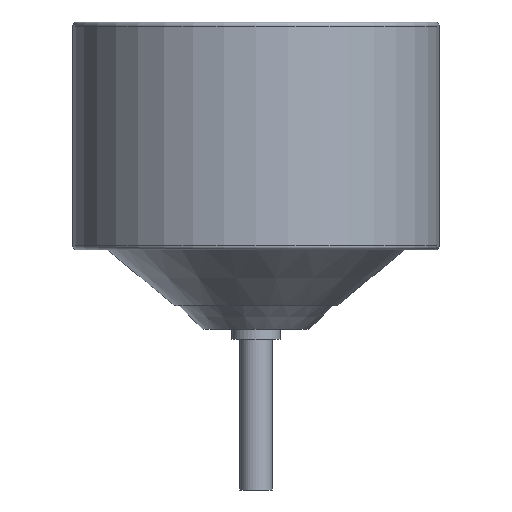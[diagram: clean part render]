
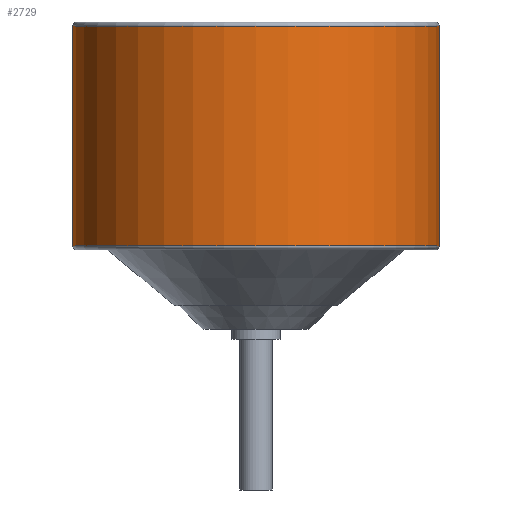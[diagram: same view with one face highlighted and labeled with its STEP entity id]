
A CAD part, front view. The second image highlights one B-rep face of the part: STEP entity #2729.
In plain terms, the highlighted cylindrical face has radius 45 mm (diameter 90 mm), a full revolution.
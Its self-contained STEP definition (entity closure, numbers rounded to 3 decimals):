
#2662 = TOROIDAL_SURFACE('',#2663,44.,1.);
#2663 = AXIS2_PLACEMENT_3D('',#2664,#2665,#2666);
#2664 = CARTESIAN_POINT('',(0.,0.,20.5));
#2665 = DIRECTION('',(0.,0.,1.));
#2666 = DIRECTION('',(1.,0.,0.));
#2679 = VERTEX_POINT('',#2680);
#2680 = CARTESIAN_POINT('',(45.,0.,20.5));
#2702 = EDGE_CURVE('',#2679,#2679,#2703,.T.);
#2703 = SURFACE_CURVE('',#2704,(#2709,#2716),.PCURVE_S1.);
#2704 = CIRCLE('',#2705,45.);
#2705 = AXIS2_PLACEMENT_3D('',#2706,#2707,#2708);
#2706 = CARTESIAN_POINT('',(0.,0.,20.5));
#2707 = DIRECTION('',(0.,0.,-1.));
#2708 = DIRECTION('',(1.,0.,0.));
#2709 = PCURVE('',#2662,#2710);
#2710 = DEFINITIONAL_REPRESENTATION('',(#2711),#2715);
#2711 = LINE('',#2712,#2713);
#2712 = CARTESIAN_POINT('',(-0.,6.283));
#2713 = VECTOR('',#2714,1.);
#2714 = DIRECTION('',(-1.,0.));
#2715 = ( GEOMETRIC_REPRESENTATION_CONTEXT(2) 
PARAMETRIC_REPRESENTATION_CONTEXT() REPRESENTATION_CONTEXT('2D SPACE',''
  ) );
#2716 = PCURVE('',#2717,#2722);
#2717 = CYLINDRICAL_SURFACE('',#2718,45.);
#2718 = AXIS2_PLACEMENT_3D('',#2719,#2720,#2721);
#2719 = CARTESIAN_POINT('',(0.,0.,20.5));
#2720 = DIRECTION('',(0.,0.,1.));
#2721 = DIRECTION('',(1.,0.,0.));
#2722 = DEFINITIONAL_REPRESENTATION('',(#2723),#2727);
#2723 = LINE('',#2724,#2725);
#2724 = CARTESIAN_POINT('',(-0.,0.));
#2725 = VECTOR('',#2726,1.);
#2726 = DIRECTION('',(-1.,0.));
#2727 = ( GEOMETRIC_REPRESENTATION_CONTEXT(2) 
PARAMETRIC_REPRESENTATION_CONTEXT() REPRESENTATION_CONTEXT('2D SPACE',''
  ) );
#2729 = ADVANCED_FACE('',(#2730),#2717,.T.);
#2730 = FACE_BOUND('',#2731,.F.);
#2731 = EDGE_LOOP('',(#2732,#2733,#2756,#2783));
#2732 = ORIENTED_EDGE('',*,*,#2702,.T.);
#2733 = ORIENTED_EDGE('',*,*,#2734,.T.);
#2734 = EDGE_CURVE('',#2679,#2735,#2737,.T.);
#2735 = VERTEX_POINT('',#2736);
#2736 = CARTESIAN_POINT('',(45.,0.,74.5));
#2737 = SEAM_CURVE('',#2738,(#2742,#2749),.PCURVE_S1.);
#2738 = LINE('',#2739,#2740);
#2739 = CARTESIAN_POINT('',(45.,0.,20.5));
#2740 = VECTOR('',#2741,1.);
#2741 = DIRECTION('',(0.,0.,1.));
#2742 = PCURVE('',#2717,#2743);
#2743 = DEFINITIONAL_REPRESENTATION('',(#2744),#2748);
#2744 = LINE('',#2745,#2746);
#2745 = CARTESIAN_POINT('',(-0.,0.));
#2746 = VECTOR('',#2747,1.);
#2747 = DIRECTION('',(-0.,1.));
#2748 = ( GEOMETRIC_REPRESENTATION_CONTEXT(2) 
PARAMETRIC_REPRESENTATION_CONTEXT() REPRESENTATION_CONTEXT('2D SPACE',''
  ) );
#2749 = PCURVE('',#2717,#2750);
#2750 = DEFINITIONAL_REPRESENTATION('',(#2751),#2755);
#2751 = LINE('',#2752,#2753);
#2752 = CARTESIAN_POINT('',(-6.283,0.));
#2753 = VECTOR('',#2754,1.);
#2754 = DIRECTION('',(-0.,1.));
#2755 = ( GEOMETRIC_REPRESENTATION_CONTEXT(2) 
PARAMETRIC_REPRESENTATION_CONTEXT() REPRESENTATION_CONTEXT('2D SPACE',''
  ) );
#2756 = ORIENTED_EDGE('',*,*,#2757,.F.);
#2757 = EDGE_CURVE('',#2735,#2735,#2758,.T.);
#2758 = SURFACE_CURVE('',#2759,(#2764,#2771),.PCURVE_S1.);
#2759 = CIRCLE('',#2760,45.);
#2760 = AXIS2_PLACEMENT_3D('',#2761,#2762,#2763);
#2761 = CARTESIAN_POINT('',(0.,0.,74.5));
#2762 = DIRECTION('',(0.,0.,-1.));
#2763 = DIRECTION('',(1.,0.,0.));
#2764 = PCURVE('',#2717,#2765);
#2765 = DEFINITIONAL_REPRESENTATION('',(#2766),#2770);
#2766 = LINE('',#2767,#2768);
#2767 = CARTESIAN_POINT('',(-0.,54.));
#2768 = VECTOR('',#2769,1.);
#2769 = DIRECTION('',(-1.,0.));
#2770 = ( GEOMETRIC_REPRESENTATION_CONTEXT(2) 
PARAMETRIC_REPRESENTATION_CONTEXT() REPRESENTATION_CONTEXT('2D SPACE',''
  ) );
#2771 = PCURVE('',#2772,#2777);
#2772 = TOROIDAL_SURFACE('',#2773,44.,1.);
#2773 = AXIS2_PLACEMENT_3D('',#2774,#2775,#2776);
#2774 = CARTESIAN_POINT('',(0.,0.,74.5));
#2775 = DIRECTION('',(0.,0.,1.));
#2776 = DIRECTION('',(1.,0.,0.));
#2777 = DEFINITIONAL_REPRESENTATION('',(#2778),#2782);
#2778 = LINE('',#2779,#2780);
#2779 = CARTESIAN_POINT('',(-0.,0.));
#2780 = VECTOR('',#2781,1.);
#2781 = DIRECTION('',(-1.,0.));
#2782 = ( GEOMETRIC_REPRESENTATION_CONTEXT(2) 
PARAMETRIC_REPRESENTATION_CONTEXT() REPRESENTATION_CONTEXT('2D SPACE',''
  ) );
#2783 = ORIENTED_EDGE('',*,*,#2734,.F.);
